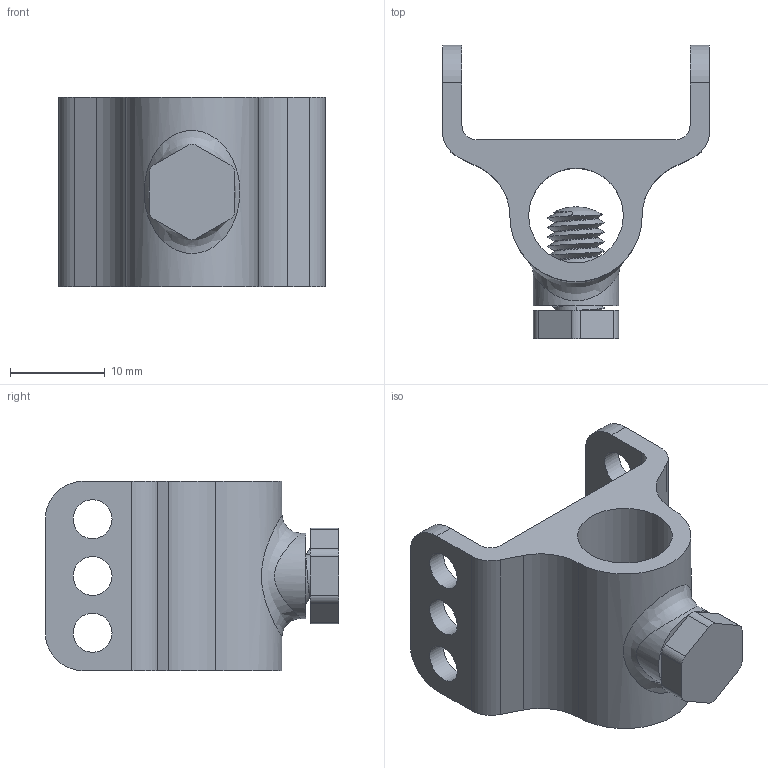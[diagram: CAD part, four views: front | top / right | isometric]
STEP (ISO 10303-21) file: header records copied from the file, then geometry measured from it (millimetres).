
FILE_DESCRIPTION( ( '' ), ' ' );
FILE_NAME( '5702651de4b06e099780a935.step', '2016-04-04T12:59:10', ( '' ), ( '' ), ' ', ' ', ' ' );
FILE_SCHEMA( ( 'AUTOMOTIVE_DESIGN { 1 0 10303 214 1 1 1 1 }' ) );
Length unit declared in the file: metre
Products named in the file (2): pen-holder; pen-screw
Bounding box: 28.2 x 31 x 20 mm (x, y, z)
Volume: 4214.5 mm3; surface area: 3945.9 mm2
Topology: 2 solids, 2 shells, 56 faces, 155 edges, 104 vertices
Faces by surface type: cylinder 26, plane 21, bspline 8, sphere 1
Full cylindrical faces by diameter (mm): 4.1 x6, 9 x1, 10 x1
Entity records: 6056 total; most frequent: CARTESIAN_POINT 4226, ORIENTED_EDGE 278, DIRECTION 267, EDGE_CURVE 139, AXIS2_PLACEMENT_3D 101, VERTEX_POINT 99, EDGE_LOOP 83, FACE_OUTER_BOUND 65
